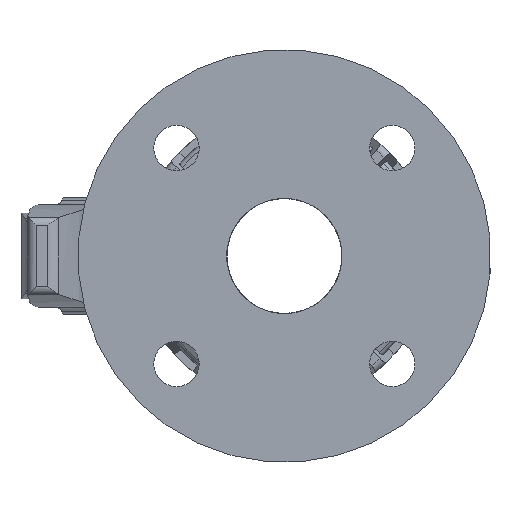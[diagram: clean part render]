
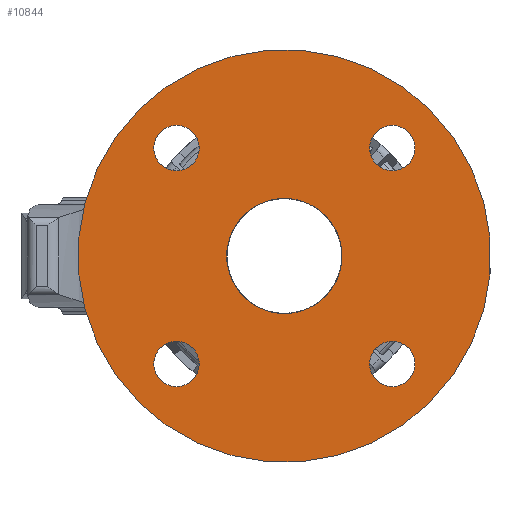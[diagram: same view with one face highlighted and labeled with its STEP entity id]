
A CAD part, left-side view. The second image highlights one B-rep face of the part: STEP entity #10844.
In plain terms, the highlighted face is planar.
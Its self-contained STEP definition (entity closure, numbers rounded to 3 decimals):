
#733=FACE_BOUND($,#2497,.T.);
#734=FACE_BOUND($,#2498,.T.);
#735=FACE_BOUND($,#2499,.T.);
#736=FACE_BOUND($,#2500,.T.);
#737=FACE_BOUND($,#2501,.T.);
#738=FACE_BOUND($,#2502,.T.);
#1144=CIRCLE($,#12073,9.35);
#1146=CIRCLE($,#12076,9.35);
#1148=CIRCLE($,#12079,9.35);
#1150=CIRCLE($,#12082,9.35);
#1153=CIRCLE($,#12088,85.05);
#1154=CIRCLE($,#12090,23.75);
#2497=EDGE_LOOP($,(#9632));
#2498=EDGE_LOOP($,(#9633));
#2499=EDGE_LOOP($,(#9634));
#2500=EDGE_LOOP($,(#9635));
#2501=EDGE_LOOP($,(#9636));
#2502=EDGE_LOOP($,(#9637));
#4922=VERTEX_POINT($,#19731);
#4924=VERTEX_POINT($,#19736);
#4926=VERTEX_POINT($,#19741);
#4928=VERTEX_POINT($,#19746);
#4931=VERTEX_POINT($,#19755);
#4932=VERTEX_POINT($,#19758);
#6507=EDGE_CURVE($,#4922,#4922,#1144,.T.);
#6509=EDGE_CURVE($,#4924,#4924,#1146,.T.);
#6511=EDGE_CURVE($,#4926,#4926,#1148,.T.);
#6513=EDGE_CURVE($,#4928,#4928,#1150,.T.);
#6516=EDGE_CURVE($,#4931,#4931,#1153,.T.);
#6517=EDGE_CURVE($,#4932,#4932,#1154,.T.);
#9632=ORIENTED_EDGE($,*,*,#6507,.T.);
#9633=ORIENTED_EDGE($,*,*,#6509,.T.);
#9634=ORIENTED_EDGE($,*,*,#6511,.T.);
#9635=ORIENTED_EDGE($,*,*,#6513,.T.);
#9636=ORIENTED_EDGE($,*,*,#6516,.T.);
#9637=ORIENTED_EDGE($,*,*,#6517,.F.);
#10280=PLANE($,#12089);
#10844=ADVANCED_FACE($,(#733,#734,#735,#736,#737,#738),#10280,.T.);
#12073=AXIS2_PLACEMENT_3D($,#19732,#15151,#15152);
#12076=AXIS2_PLACEMENT_3D($,#19737,#15157,#15158);
#12079=AXIS2_PLACEMENT_3D($,#19742,#15163,#15164);
#12082=AXIS2_PLACEMENT_3D($,#19747,#15169,#15170);
#12088=AXIS2_PLACEMENT_3D($,#19756,#15181,#15182);
#12089=AXIS2_PLACEMENT_3D($,#19757,#15183,#15184);
#12090=AXIS2_PLACEMENT_3D($,#19759,#15185,#15186);
#15151=DIRECTION('center_axis',(0.,0.,-1.));
#15152=DIRECTION('ref_axis',(0.,1.,0.));
#15157=DIRECTION('center_axis',(0.,0.,-1.));
#15158=DIRECTION('ref_axis',(1.,0.,0.));
#15163=DIRECTION('center_axis',(0.,0.,-1.));
#15164=DIRECTION('ref_axis',(0.,-1.,0.));
#15169=DIRECTION('center_axis',(0.,0.,-1.));
#15170=DIRECTION('ref_axis',(-1.,0.,0.));
#15181=DIRECTION('center_axis',(0.,0.,1.));
#15182=DIRECTION('ref_axis',(1.,0.,0.));
#15183=DIRECTION('center_axis',(0.,0.,1.));
#15184=DIRECTION('ref_axis',(1.,0.,0.));
#15185=DIRECTION('center_axis',(0.,0.,1.));
#15186=DIRECTION('ref_axis',(1.,0.,0.));
#19731=CARTESIAN_POINT('',(0.,53.55,59.8));
#19732=CARTESIAN_POINT('Origin',(0.,62.9,59.8));
#19736=CARTESIAN_POINT('',(53.55,0.,59.8));
#19737=CARTESIAN_POINT('Origin',(62.9,0.,59.8));
#19741=CARTESIAN_POINT('',(0.,-53.55,59.8));
#19742=CARTESIAN_POINT('Origin',(0.,-62.9,59.8));
#19746=CARTESIAN_POINT('',(-53.55,0.,59.8));
#19747=CARTESIAN_POINT('Origin',(-62.9,0.,59.8));
#19755=CARTESIAN_POINT('',(0.,-85.05,59.8));
#19756=CARTESIAN_POINT('Origin',(0.,0.,59.8));
#19757=CARTESIAN_POINT('Origin',(0.,-23.75,59.8));
#19758=CARTESIAN_POINT('',(0.,-23.75,59.8));
#19759=CARTESIAN_POINT('Origin',(0.,0.,59.8));
